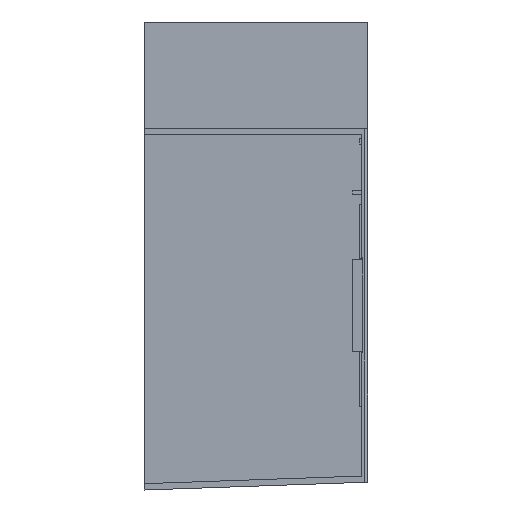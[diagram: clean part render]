
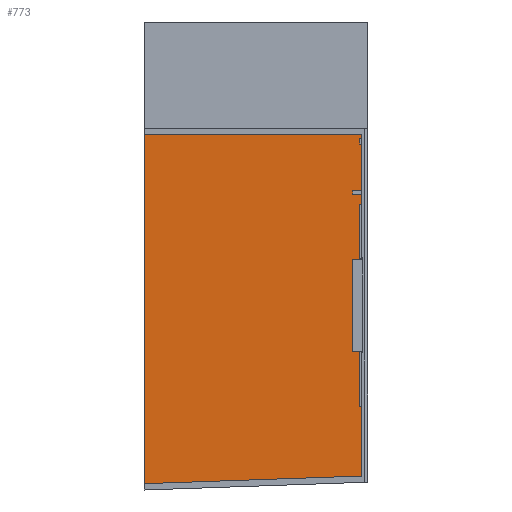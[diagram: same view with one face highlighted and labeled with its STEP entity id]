
A CAD part, front view. The second image highlights one B-rep face of the part: STEP entity #773.
In plain terms, the highlighted planar face has unit normal (-0.035, -0.999, 0).
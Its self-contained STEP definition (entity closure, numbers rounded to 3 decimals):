
#22 = DIRECTION ( 'NONE',  ( 0., 0., -1. ) ) ;
#24 = CARTESIAN_POINT ( 'NONE',  ( 71., 55.65, 12. ) ) ;
#106 = AXIS2_PLACEMENT_3D ( 'NONE', #1383, #1851, #349 ) ;
#194 = LINE ( 'NONE', #803, #614 ) ;
#202 = VERTEX_POINT ( 'NONE', #24 ) ;
#349 = DIRECTION ( 'NONE',  ( 0.999, -0.035, 0. ) ) ;
#423 = VECTOR ( 'NONE', #1136, 1000. ) ;
#543 = CARTESIAN_POINT ( 'NONE',  ( 71., 55.65, 160. ) ) ;
#585 = PLANE ( 'NONE',  #106 ) ;
#614 = VECTOR ( 'NONE', #1019, 1000. ) ;
#627 = ORIENTED_EDGE ( 'NONE', *, *, #1740, .F. ) ;
#687 = EDGE_CURVE ( 'NONE', #1628, #1464, #194, .T. ) ;
#698 = VERTEX_POINT ( 'NONE', #1452 ) ;
#773 = ADVANCED_FACE ( 'NONE', ( #1415 ), #585, .T. ) ;
#792 = DIRECTION ( 'NONE',  ( 0.999, -0.035, 0.035 ) ) ;
#803 = CARTESIAN_POINT ( 'NONE',  ( 76.874, 55.445, 160. ) ) ;
#812 = LINE ( 'NONE', #1046, #853 ) ;
#853 = VECTOR ( 'NONE', #22, 1000. ) ;
#923 = ORIENTED_EDGE ( 'NONE', *, *, #1642, .T. ) ;
#928 = CARTESIAN_POINT ( 'NONE',  ( 0., 58.129, 160. ) ) ;
#1019 = DIRECTION ( 'NONE',  ( 0.999, -0.035, 0. ) ) ;
#1046 = CARTESIAN_POINT ( 'NONE',  ( 71., 55.65, 160. ) ) ;
#1100 = EDGE_LOOP ( 'NONE', ( #923, #1240, #627, #1636 ) ) ;
#1136 = DIRECTION ( 'NONE',  ( 0., 0., -1. ) ) ;
#1240 = ORIENTED_EDGE ( 'NONE', *, *, #1410, .T. ) ;
#1245 = LINE ( 'NONE', #1328, #423 ) ;
#1328 = CARTESIAN_POINT ( 'NONE',  ( 0., 58.129, 160. ) ) ;
#1381 = VECTOR ( 'NONE', #792, 1000. ) ;
#1383 = CARTESIAN_POINT ( 'NONE',  ( 71., 55.65, 160. ) ) ;
#1410 = EDGE_CURVE ( 'NONE', #698, #202, #1575, .T. ) ;
#1415 = FACE_OUTER_BOUND ( 'NONE', #1100, .T. ) ;
#1452 = CARTESIAN_POINT ( 'NONE',  ( 0., 58.129, 9.521 ) ) ;
#1464 = VERTEX_POINT ( 'NONE', #543 ) ;
#1575 = LINE ( 'NONE', #1797, #1381 ) ;
#1628 = VERTEX_POINT ( 'NONE', #928 ) ;
#1636 = ORIENTED_EDGE ( 'NONE', *, *, #687, .F. ) ;
#1642 = EDGE_CURVE ( 'NONE', #1628, #698, #1245, .T. ) ;
#1740 = EDGE_CURVE ( 'NONE', #1464, #202, #812, .T. ) ;
#1797 = CARTESIAN_POINT ( 'NONE',  ( 76.156, 55.47, 12.18 ) ) ;
#1851 = DIRECTION ( 'NONE',  ( -0.035, -0.999, 0. ) ) ;
